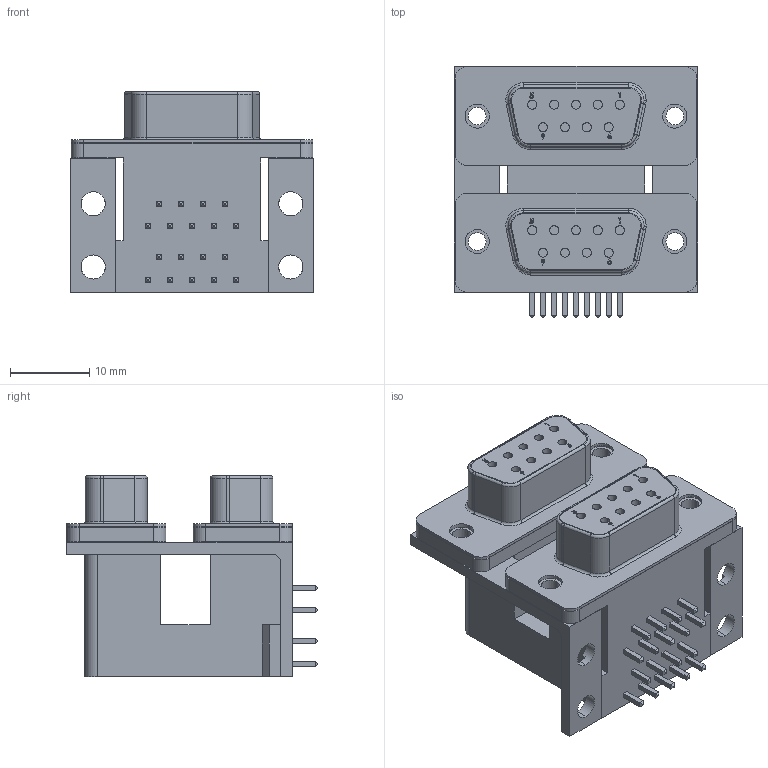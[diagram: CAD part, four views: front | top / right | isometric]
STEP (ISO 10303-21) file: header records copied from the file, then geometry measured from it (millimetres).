
FILE_DESCRIPTION (( 'STEP AP214' ), '1' );
FILE_NAME ('189-009-513.STEP', '2015-07-13T14:52:38', ( '' ), ( '' ), 'SwSTEP 2.0', 'SolidWorks 2014', '' );
FILE_SCHEMA (( 'AUTOMOTIVE_DESIGN' ));
Length unit declared in the file: inch
Products named in the file (1): 189-009-513
Bounding box: 30.81 x 31.78 x 25.43 mm (x, y, z)
Volume: 10474.6 mm3; surface area: 8014.6 mm2
Topology: 1 solids, 1 shells, 537 faces, 1336 edges, 854 vertices
Faces by surface type: plane 337, cylinder 132, bspline 48, torus 20
Entity records: 19153 total; most frequent: CARTESIAN_POINT 5432, ORIENTED_EDGE 2672, DIRECTION 2534, EDGE_CURVE 1336, VECTOR 926, LINE 926, VERTEX_POINT 854, AXIS2_PLACEMENT_3D 804
